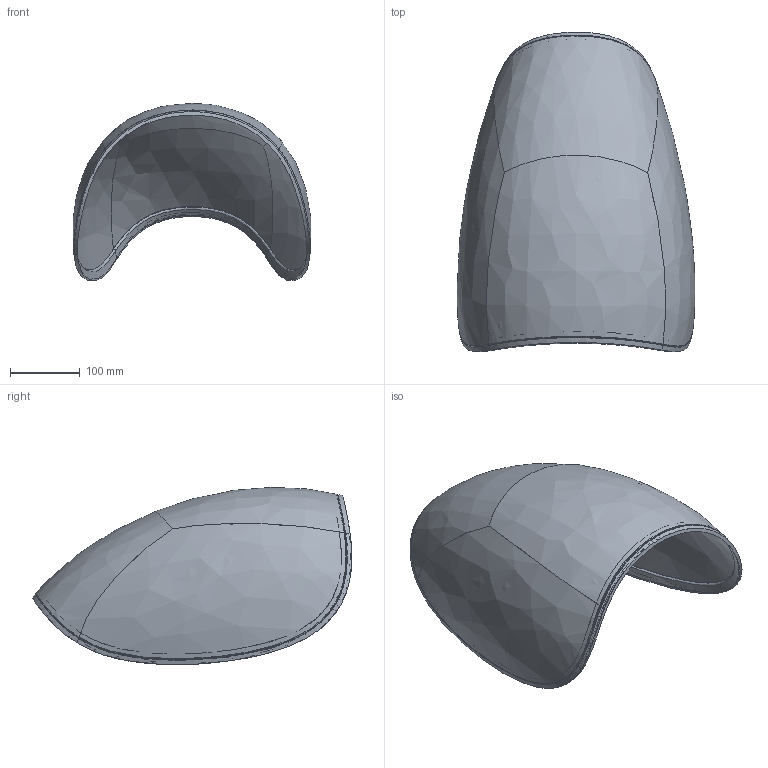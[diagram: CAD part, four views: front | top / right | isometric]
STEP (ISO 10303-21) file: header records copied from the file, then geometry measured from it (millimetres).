
FILE_DESCRIPTION(/* description */ ('','CAx-IF Rec.Pracs.---Representation and Presentation of Product Manufacturing Information (PMI)---4.0---2014-10-13'),/* implementation_level */ '2;1');
FILE_NAME(/* name */ 'Substructure Edge Ideation.step',/* time_stamp */ '2025-02-01T03:26:05+11:00',/* author */ (''),/* organization */ (''),/* preprocessor_version */ 'ST-DEVELOPER v20',/* originating_system */ 'Autodesk Translation Framework v13.20.0.188',/* authorisation */ '');
FILE_SCHEMA (('AP242_MANAGED_MODEL_BASED_3D_ENGINEERING_MIM_LF { 1 0 10303 442 1 1 4 }'));
Length unit declared in the file: millimetre
Products named in the file (1): Substructure Edge Ideation
Bounding box: 341.4 x 458.75 x 254.37 mm (x, y, z)
Volume: 473407.1 mm3; surface area: 626305.6 mm2
Topology: 4 solids, 4 shells, 136 faces, 396 edges, 270 vertices
Faces by surface type: bspline 136
Entity records: 21291 total; most frequent: CARTESIAN_POINT 18581, ORIENTED_EDGE 792, EDGE_CURVE 396, B_SPLINE_CURVE_WITH_KNOTS 316, VERTEX_POINT 270, DIRECTION 162, EDGE_LOOP 144, FACE_OUTER_BOUND 136
